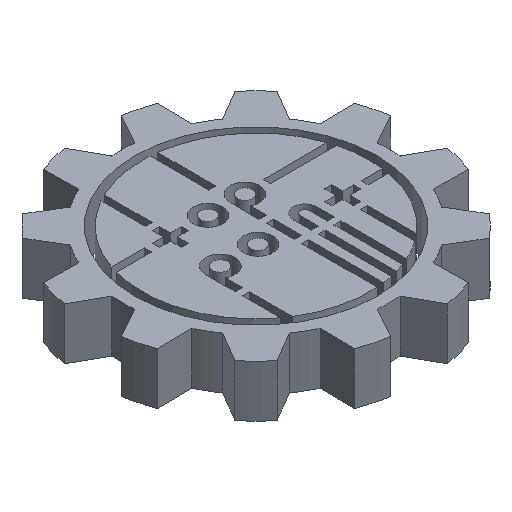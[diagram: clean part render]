
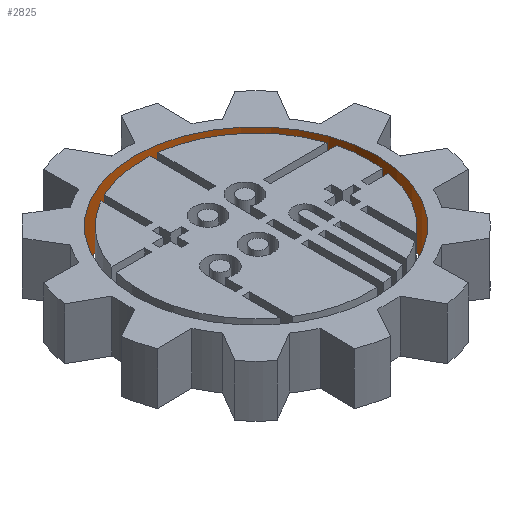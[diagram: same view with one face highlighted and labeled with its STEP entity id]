
A CAD part, isometric view. The second image highlights one B-rep face of the part: STEP entity #2825.
In plain terms, the highlighted cylindrical face has radius 1.17 mm (diameter 2.34 mm), a full revolution.
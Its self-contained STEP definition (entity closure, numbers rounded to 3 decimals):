
#36=FACE_BOUND('',#397,.T.);
#108=CIRCLE('',#3031,1.17);
#109=CIRCLE('',#3033,1.17);
#174=CYLINDRICAL_SURFACE('',#3032,1.17);
#244=FACE_OUTER_BOUND('',#396,.T.);
#396=EDGE_LOOP('',(#2091));
#397=EDGE_LOOP('',(#2092));
#1258=VERTEX_POINT('',#4281);
#1259=VERTEX_POINT('',#4284);
#1584=EDGE_CURVE('',#1258,#1258,#108,.T.);
#1585=EDGE_CURVE('',#1259,#1259,#109,.T.);
#2091=ORIENTED_EDGE('',*,*,#1585,.F.);
#2092=ORIENTED_EDGE('',*,*,#1584,.F.);
#2825=ADVANCED_FACE('',(#244,#36),#174,.F.);
#3031=AXIS2_PLACEMENT_3D('',#4282,#3471,#3472);
#3032=AXIS2_PLACEMENT_3D('',#4283,#3473,#3474);
#3033=AXIS2_PLACEMENT_3D('',#4285,#3475,#3476);
#3471=DIRECTION('center_axis',(0.,0.,1.));
#3472=DIRECTION('ref_axis',(-1.,0.,0.));
#3473=DIRECTION('center_axis',(0.,0.,1.));
#3474=DIRECTION('ref_axis',(-1.,0.,0.));
#3475=DIRECTION('center_axis',(0.,0.,-1.));
#3476=DIRECTION('ref_axis',(-0.866,0.5,0.));
#4281=CARTESIAN_POINT('',(0.585,1.013,-0.25));
#4282=CARTESIAN_POINT('Origin',(0.,0.,-0.25));
#4283=CARTESIAN_POINT('Origin',(0.,0.,0.));
#4284=CARTESIAN_POINT('',(0.585,1.013,0.25));
#4285=CARTESIAN_POINT('Origin',(0.,0.,0.25));
